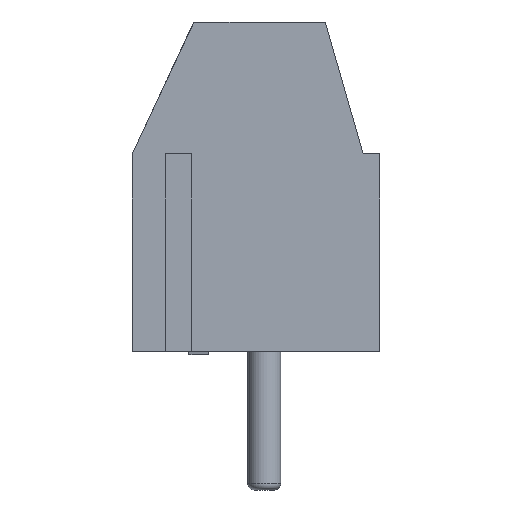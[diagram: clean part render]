
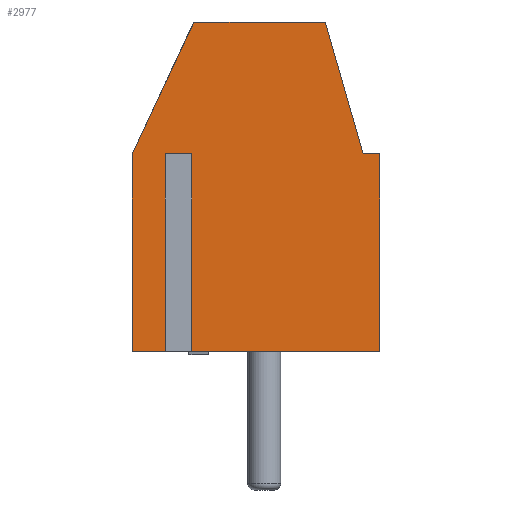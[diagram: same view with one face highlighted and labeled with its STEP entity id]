
A CAD part, left-side view. The second image highlights one B-rep face of the part: STEP entity #2977.
In plain terms, the highlighted planar face has unit normal (-1, 0, 0).
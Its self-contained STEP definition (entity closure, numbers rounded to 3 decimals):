
#87 = VECTOR ( 'NONE', #5912, 1000. ) ;
#88 = LINE ( 'NONE', #8252, #2765 ) ;
#158 = VECTOR ( 'NONE', #4523, 1000. ) ;
#200 = VERTEX_POINT ( 'NONE', #5756 ) ;
#250 = ORIENTED_EDGE ( 'NONE', *, *, #9214, .F. ) ;
#367 = LINE ( 'NONE', #7556, #3512 ) ;
#542 = CARTESIAN_POINT ( 'NONE',  ( -5., 2.08, -5.5 ) ) ;
#595 = CARTESIAN_POINT ( 'NONE',  ( -5., -2.099, 4.5 ) ) ;
#928 = CARTESIAN_POINT ( 'NONE',  ( -5., -3.746, -5.5 ) ) ;
#930 = EDGE_CURVE ( 'NONE', #9773, #10917, #8642, .T. ) ;
#1182 = LINE ( 'NONE', #3175, #7264 ) ;
#1300 = ORIENTED_EDGE ( 'NONE', *, *, #4582, .F. ) ;
#1856 = PLANE ( 'NONE',  #4260 ) ;
#1907 = DIRECTION ( 'NONE',  ( 0., -0.276, -0.961 ) ) ;
#2241 = VERTEX_POINT ( 'NONE', #8398 ) ;
#2361 = CARTESIAN_POINT ( 'NONE',  ( -5., 2.08, 0.5 ) ) ;
#2678 = CARTESIAN_POINT ( 'NONE',  ( -5., -3.746, -5.5 ) ) ;
#2765 = VECTOR ( 'NONE', #6452, 1000. ) ;
#2977 = ADVANCED_FACE ( 'NONE', ( #7171 ), #1856, .F. ) ;
#3113 = CARTESIAN_POINT ( 'NONE',  ( -5., 2.08, 0.5 ) ) ;
#3125 = DIRECTION ( 'NONE',  ( 0., 0., -1. ) ) ;
#3175 = CARTESIAN_POINT ( 'NONE',  ( -5., 3.754, -5.5 ) ) ;
#3198 = EDGE_CURVE ( 'NONE', #10917, #4711, #5020, .T. ) ;
#3352 = CARTESIAN_POINT ( 'NONE',  ( -5., 3.754, -5.5 ) ) ;
#3512 = VECTOR ( 'NONE', #3125, 1000. ) ;
#3655 = DIRECTION ( 'NONE',  ( 0., 0., -1. ) ) ;
#3790 = CARTESIAN_POINT ( 'NONE',  ( -5., -2.099, 4.5 ) ) ;
#3823 = LINE ( 'NONE', #9226, #7303 ) ;
#3921 = VERTEX_POINT ( 'NONE', #542 ) ;
#3973 = ORIENTED_EDGE ( 'NONE', *, *, #5867, .F. ) ;
#4094 = VERTEX_POINT ( 'NONE', #7286 ) ;
#4247 = CARTESIAN_POINT ( 'NONE',  ( -5., 1.889, 4.5 ) ) ;
#4260 = AXIS2_PLACEMENT_3D ( 'NONE', #7934, #4432, #10670 ) ;
#4432 = DIRECTION ( 'NONE',  ( 1., 0., 0. ) ) ;
#4523 = DIRECTION ( 'NONE',  ( 0., 1., 0. ) ) ;
#4582 = EDGE_CURVE ( 'NONE', #4725, #9773, #1182, .T. ) ;
#4642 = ORIENTED_EDGE ( 'NONE', *, *, #11245, .F. ) ;
#4711 = VERTEX_POINT ( 'NONE', #595 ) ;
#4725 = VERTEX_POINT ( 'NONE', #3352 ) ;
#4987 = EDGE_CURVE ( 'NONE', #4711, #6370, #7157, .T. ) ;
#5020 = LINE ( 'NONE', #4247, #6308 ) ;
#5202 = ORIENTED_EDGE ( 'NONE', *, *, #3198, .F. ) ;
#5273 = EDGE_CURVE ( 'NONE', #6732, #3921, #8943, .T. ) ;
#5334 = EDGE_CURVE ( 'NONE', #4094, #4725, #3823, .T. ) ;
#5756 = CARTESIAN_POINT ( 'NONE',  ( -5., -3.746, 0.5 ) ) ;
#5867 = EDGE_CURVE ( 'NONE', #200, #6732, #88, .T. ) ;
#5912 = DIRECTION ( 'NONE',  ( 0., 1., 0. ) ) ;
#6246 = CARTESIAN_POINT ( 'NONE',  ( -5., 3.754, 0.5 ) ) ;
#6308 = VECTOR ( 'NONE', #6706, 1000. ) ;
#6336 = ORIENTED_EDGE ( 'NONE', *, *, #930, .F. ) ;
#6370 = VERTEX_POINT ( 'NONE', #6580 ) ;
#6452 = DIRECTION ( 'NONE',  ( 0., 0., -1. ) ) ;
#6527 = ORIENTED_EDGE ( 'NONE', *, *, #5334, .F. ) ;
#6580 = CARTESIAN_POINT ( 'NONE',  ( -5., -3.246, 0.5 ) ) ;
#6706 = DIRECTION ( 'NONE',  ( 0., -1., 0. ) ) ;
#6732 = VERTEX_POINT ( 'NONE', #2678 ) ;
#6931 = VECTOR ( 'NONE', #1907, 1000. ) ;
#7157 = LINE ( 'NONE', #3790, #6931 ) ;
#7171 = FACE_OUTER_BOUND ( 'NONE', #8576, .T. ) ;
#7217 = CARTESIAN_POINT ( 'NONE',  ( -5., 1.889, 4.5 ) ) ;
#7264 = VECTOR ( 'NONE', #7731, 1000. ) ;
#7286 = CARTESIAN_POINT ( 'NONE',  ( -5., 2.628, -5.5 ) ) ;
#7303 = VECTOR ( 'NONE', #11048, 1000. ) ;
#7497 = LINE ( 'NONE', #2361, #87 ) ;
#7556 = CARTESIAN_POINT ( 'NONE',  ( -5., 2.08, 0.5 ) ) ;
#7592 = EDGE_CURVE ( 'NONE', #10406, #2241, #7497, .T. ) ;
#7731 = DIRECTION ( 'NONE',  ( 0., 0., 1. ) ) ;
#7741 = DIRECTION ( 'NONE',  ( 0., -0.423, 0.906 ) ) ;
#7911 = CARTESIAN_POINT ( 'NONE',  ( -5., 2.628, 0.5 ) ) ;
#7934 = CARTESIAN_POINT ( 'NONE',  ( -5., 0., 0. ) ) ;
#8252 = CARTESIAN_POINT ( 'NONE',  ( -5., -3.746, 0.5 ) ) ;
#8286 = ORIENTED_EDGE ( 'NONE', *, *, #4987, .F. ) ;
#8398 = CARTESIAN_POINT ( 'NONE',  ( -5., 2.628, 0.5 ) ) ;
#8576 = EDGE_LOOP ( 'NONE', ( #3973, #4642, #8286, #5202, #6336, #1300, #6527, #250, #10922, #9992, #11459 ) ) ;
#8642 = LINE ( 'NONE', #11233, #11561 ) ;
#8943 = LINE ( 'NONE', #928, #158 ) ;
#9069 = VECTOR ( 'NONE', #10882, 1000. ) ;
#9134 = CARTESIAN_POINT ( 'NONE',  ( -5., -3.246, 0.5 ) ) ;
#9214 = EDGE_CURVE ( 'NONE', #2241, #4094, #10695, .T. ) ;
#9226 = CARTESIAN_POINT ( 'NONE',  ( -5., 2.628, -5.5 ) ) ;
#9773 = VERTEX_POINT ( 'NONE', #6246 ) ;
#9992 = ORIENTED_EDGE ( 'NONE', *, *, #11198, .T. ) ;
#10006 = LINE ( 'NONE', #9134, #9069 ) ;
#10406 = VERTEX_POINT ( 'NONE', #3113 ) ;
#10670 = DIRECTION ( 'NONE',  ( 0., -1., 0. ) ) ;
#10695 = LINE ( 'NONE', #7911, #10821 ) ;
#10821 = VECTOR ( 'NONE', #3655, 1000. ) ;
#10882 = DIRECTION ( 'NONE',  ( 0., -1., 0. ) ) ;
#10917 = VERTEX_POINT ( 'NONE', #7217 ) ;
#10922 = ORIENTED_EDGE ( 'NONE', *, *, #7592, .F. ) ;
#11048 = DIRECTION ( 'NONE',  ( 0., 1., 0. ) ) ;
#11198 = EDGE_CURVE ( 'NONE', #10406, #3921, #367, .T. ) ;
#11233 = CARTESIAN_POINT ( 'NONE',  ( -5., 3.754, 0.5 ) ) ;
#11245 = EDGE_CURVE ( 'NONE', #6370, #200, #10006, .T. ) ;
#11459 = ORIENTED_EDGE ( 'NONE', *, *, #5273, .F. ) ;
#11561 = VECTOR ( 'NONE', #7741, 1000. ) ;
